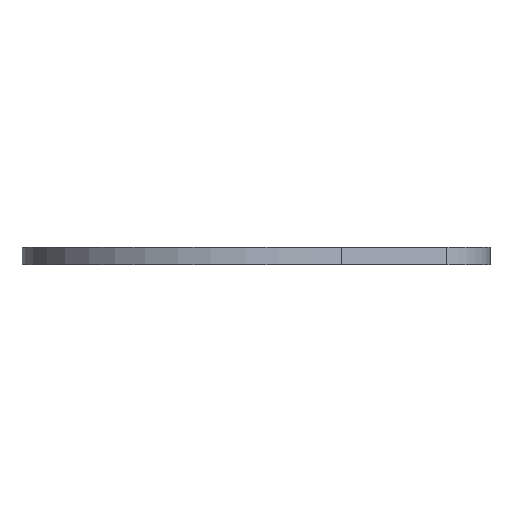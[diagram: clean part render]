
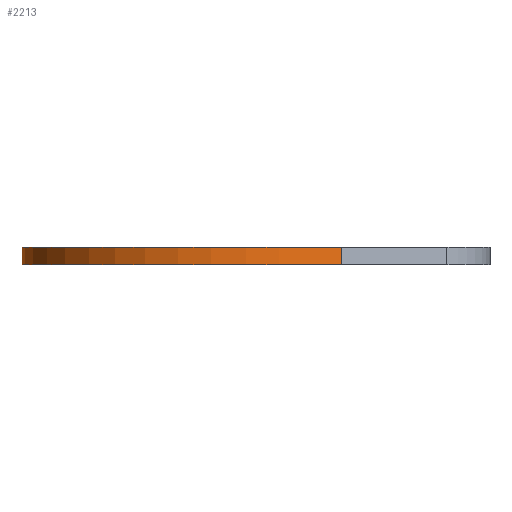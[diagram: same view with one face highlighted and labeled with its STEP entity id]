
A CAD part, front view. The second image highlights one B-rep face of the part: STEP entity #2213.
In plain terms, the highlighted cylindrical face has radius 19.296 mm (diameter 38.591 mm), a partial arc.
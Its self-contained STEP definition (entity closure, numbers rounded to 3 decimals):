
#131=CIRCLE('',#2333,19.296);
#178=CIRCLE('',#2381,19.296);
#226=CYLINDRICAL_SURFACE('',#2429,19.296);
#279=FACE_OUTER_BOUND('',#492,.T.);
#492=EDGE_LOOP('',(#1760,#1761,#1762,#1763));
#704=LINE('',#3574,#917);
#705=LINE('',#3576,#918);
#917=VECTOR('',#2852,1.);
#918=VECTOR('',#2855,1.);
#1023=VERTEX_POINT('',#3172);
#1024=VERTEX_POINT('',#3174);
#1123=VERTEX_POINT('',#3374);
#1124=VERTEX_POINT('',#3376);
#1232=EDGE_CURVE('',#1024,#1023,#131,.T.);
#1333=EDGE_CURVE('',#1123,#1124,#178,.T.);
#1432=EDGE_CURVE('',#1023,#1124,#704,.T.);
#1433=EDGE_CURVE('',#1024,#1123,#705,.T.);
#1760=ORIENTED_EDGE('',*,*,#1433,.F.);
#1761=ORIENTED_EDGE('',*,*,#1232,.T.);
#1762=ORIENTED_EDGE('',*,*,#1432,.T.);
#1763=ORIENTED_EDGE('',*,*,#1333,.F.);
#2213=ADVANCED_FACE('',(#279),#226,.T.);
#2333=AXIS2_PLACEMENT_3D('',#3175,#2554,#2555);
#2381=AXIS2_PLACEMENT_3D('',#3377,#2704,#2705);
#2429=AXIS2_PLACEMENT_3D('',#3577,#2856,#2857);
#2554=DIRECTION('center_axis',(0.,0.,1.));
#2555=DIRECTION('ref_axis',(1.,0.,0.));
#2704=DIRECTION('center_axis',(0.,0.,1.));
#2705=DIRECTION('ref_axis',(1.,0.,0.));
#2852=DIRECTION('',(0.,0.,1.));
#2855=DIRECTION('',(0.,0.,1.));
#2856=DIRECTION('center_axis',(0.,0.,-1.));
#2857=DIRECTION('ref_axis',(1.,0.,0.));
#3172=CARTESIAN_POINT('',(12.75,-16.35,0.));
#3174=CARTESIAN_POINT('',(-16.95,-0.1,0.));
#3175=CARTESIAN_POINT('Origin',(2.345,-0.1,0.));
#3374=CARTESIAN_POINT('',(-16.95,-0.1,1.6));
#3376=CARTESIAN_POINT('',(12.75,-16.35,1.6));
#3377=CARTESIAN_POINT('Origin',(2.345,-0.1,1.6));
#3574=CARTESIAN_POINT('',(12.75,-16.35,0.));
#3576=CARTESIAN_POINT('',(-16.95,-0.1,0.));
#3577=CARTESIAN_POINT('Origin',(2.345,-0.1,0.));
